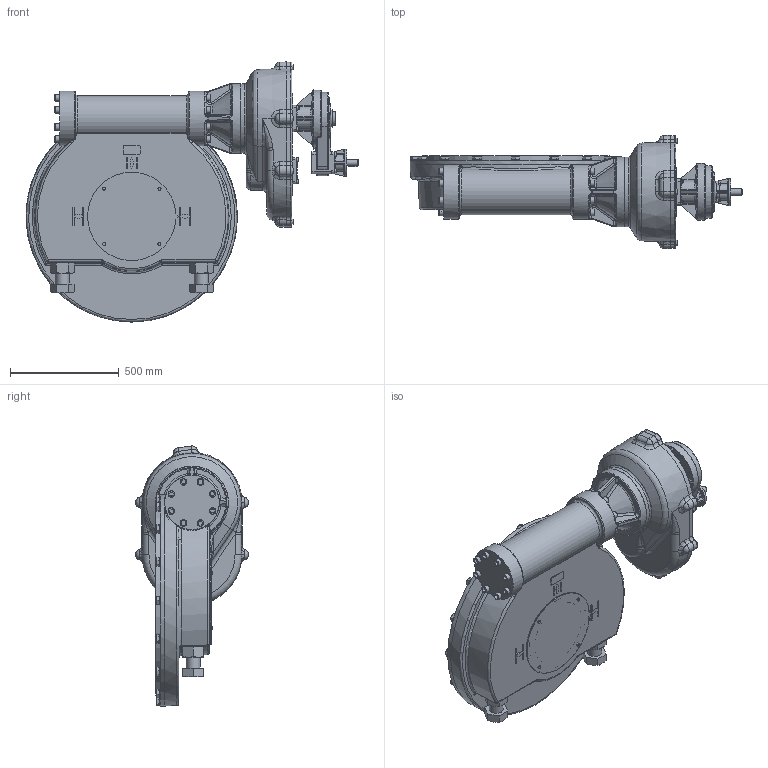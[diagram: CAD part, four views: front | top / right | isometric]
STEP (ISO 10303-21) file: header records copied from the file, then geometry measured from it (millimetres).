
FILE_DESCRIPTION(/* description */ ('Unknown'),/* implementation_level */ '2;1');
FILE_NAME(/* name */ 'PUB-IW126-IR4-AS5-2_SOLID_0-0',/* time_stamp */ '2019-11-13T01:00:33+00:00',/* author */ ('Unknown'),/* organization */ ('Unknown'),/* preprocessor_version */ 'ST-DEVELOPER v16.7',/* originating_system */ 'DEX',/* authorisation */ $);
FILE_SCHEMA (('AUTOMOTIVE_DESIGN {1 0 10303 214 3 1 1}'));
Products named in the file (1): PUB-IW126-IR4-AS5-2_SOLID_0-0
Bounding box: 1526.15 x 519.96 x 1195.99 mm (x, y, z)
Volume: 209030553.1 mm3; surface area: 4713000.7 mm2
Topology: 61 solids, 61 shells, 3881 faces, 10049 edges, 6293 vertices
Faces by surface type: plane 2245, cylinder 727, cone 327, torus 254, bspline 224, sphere 104
Full cylindrical faces by diameter (mm): 6.647 x2, 10.5 x4, 12 x2, 13 x8, 13.5 x16, 13.835 x4, 14.605 x1, 15.3 x1, 16 x4, 16.6 x4, 17.5 x2, 18 x8, 20 x12, 20.075 x2, 20.5 x8, 21 x8, 25.7 x3, 27.823 x12, 29.25 x1, 30 x21, 30.7 x16, 31.5 x1, 36 x1, 36.5 x3, 38.5 x1, 39 x16, 40.3 x6, 42 x2, 42.025 x1, 50 x3
Entity records: 120763 total; most frequent: CARTESIAN_POINT 30567, ORIENTED_EDGE 18570, DIRECTION 18488, EDGE_CURVE 9285, AXIS2_PLACEMENT_3D 6626, VERTEX_POINT 6052, LINE 5236, VECTOR 5236
